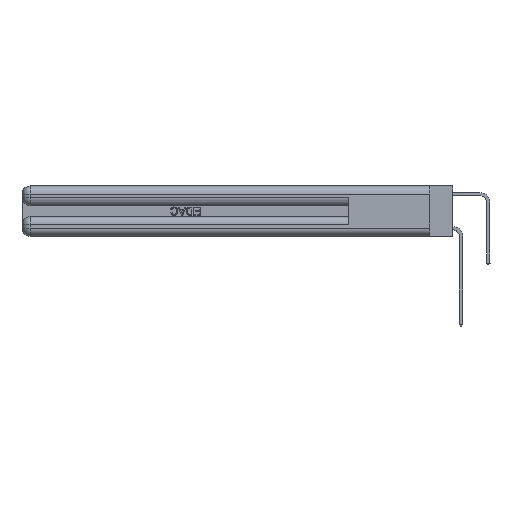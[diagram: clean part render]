
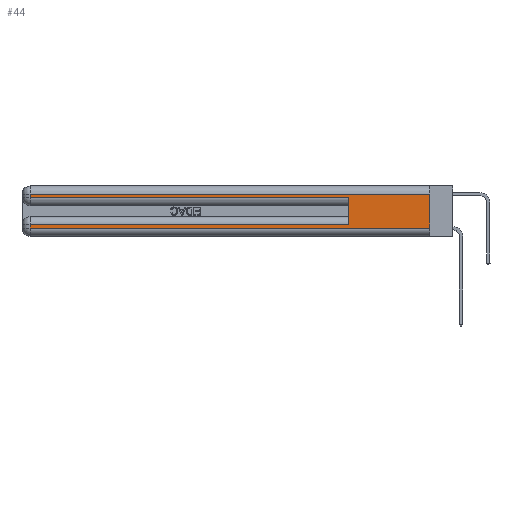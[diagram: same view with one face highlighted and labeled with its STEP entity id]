
A CAD part, left-side view. The second image highlights one B-rep face of the part: STEP entity #44.
In plain terms, the highlighted planar face has unit normal (-1, 0, 0).
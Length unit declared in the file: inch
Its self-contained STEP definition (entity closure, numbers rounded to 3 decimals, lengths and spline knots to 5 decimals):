
#44 = ADVANCED_FACE ( 'NONE', ( #17178 ), #12582, .F. ) ;
#49 = LINE ( 'NONE', #9428, #17844 ) ;
#235 = CARTESIAN_POINT ( 'NONE',  ( 0., 2.94, 0.06 ) ) ;
#364 = LINE ( 'NONE', #18979, #23938 ) ;
#383 = VERTEX_POINT ( 'NONE', #15275 ) ;
#448 = DIRECTION ( 'NONE',  ( 0., 0., -1. ) ) ;
#898 = CARTESIAN_POINT ( 'NONE',  ( 0., 2.94, 0.37 ) ) ;
#2371 = VECTOR ( 'NONE', #25821, 39.37008 ) ;
#2532 = ORIENTED_EDGE ( 'NONE', *, *, #17238, .T. ) ;
#2897 = ORIENTED_EDGE ( 'NONE', *, *, #11038, .T. ) ;
#3875 = VERTEX_POINT ( 'NONE', #10552 ) ;
#3915 = ORIENTED_EDGE ( 'NONE', *, *, #23464, .F. ) ;
#4150 = DIRECTION ( 'NONE',  ( 0., 1., 0. ) ) ;
#4393 = VECTOR ( 'NONE', #448, 39.37008 ) ;
#4720 = CARTESIAN_POINT ( 'NONE',  ( 0., 2.94, 0.285 ) ) ;
#5171 = CARTESIAN_POINT ( 'NONE',  ( 0., 0., 0.37 ) ) ;
#5522 = VECTOR ( 'NONE', #19521, 39.37008 ) ;
#5970 = ORIENTED_EDGE ( 'NONE', *, *, #30098, .T. ) ;
#6320 = LINE ( 'NONE', #898, #20314 ) ;
#7705 = DIRECTION ( 'NONE',  ( 0., 0., -1. ) ) ;
#7999 = EDGE_CURVE ( 'NONE', #13824, #15550, #6320, .T. ) ;
#8465 = CARTESIAN_POINT ( 'NONE',  ( 0., 0.6, 0.145 ) ) ;
#8765 = AXIS2_PLACEMENT_3D ( 'NONE', #5171, #14899, #7705 ) ;
#8787 = VERTEX_POINT ( 'NONE', #13587 ) ;
#9428 = CARTESIAN_POINT ( 'NONE',  ( 0., 0., 0.06 ) ) ;
#10265 = VECTOR ( 'NONE', #11688, 39.37008 ) ;
#10552 = CARTESIAN_POINT ( 'NONE',  ( 0., 0., 0.06 ) ) ;
#10847 = LINE ( 'NONE', #12430, #5522 ) ;
#11038 = EDGE_CURVE ( 'NONE', #8787, #26759, #26613, .T. ) ;
#11220 = EDGE_CURVE ( 'NONE', #28089, #383, #30388, .T. ) ;
#11688 = DIRECTION ( 'NONE',  ( 0., 1., 0. ) ) ;
#12430 = CARTESIAN_POINT ( 'NONE',  ( 0., 0., 0.285 ) ) ;
#12582 = PLANE ( 'NONE',  #8765 ) ;
#12617 = CARTESIAN_POINT ( 'NONE',  ( 0., 2.94, 0.085 ) ) ;
#13246 = ORIENTED_EDGE ( 'NONE', *, *, #29581, .T. ) ;
#13587 = CARTESIAN_POINT ( 'NONE',  ( 0., 0., 0.31 ) ) ;
#13824 = VERTEX_POINT ( 'NONE', #12617 ) ;
#14899 = DIRECTION ( 'NONE',  ( 1., 0., 0. ) ) ;
#15190 = VECTOR ( 'NONE', #15988, 39.37008 ) ;
#15275 = CARTESIAN_POINT ( 'NONE',  ( 0., 0.6, 0.285 ) ) ;
#15277 = ORIENTED_EDGE ( 'NONE', *, *, #27047, .T. ) ;
#15550 = VERTEX_POINT ( 'NONE', #235 ) ;
#15612 = LINE ( 'NONE', #18464, #2371 ) ;
#15731 = LINE ( 'NONE', #22290, #4393 ) ;
#15988 = DIRECTION ( 'NONE',  ( 0., 0., 1. ) ) ;
#17178 = FACE_OUTER_BOUND ( 'NONE', #21103, .T. ) ;
#17238 = EDGE_CURVE ( 'NONE', #28089, #13824, #364, .T. ) ;
#17844 = VECTOR ( 'NONE', #31189, 39.37008 ) ;
#18464 = CARTESIAN_POINT ( 'NONE',  ( 0., 2.94, 0.37 ) ) ;
#18979 = CARTESIAN_POINT ( 'NONE',  ( 0., 0., 0.085 ) ) ;
#19521 = DIRECTION ( 'NONE',  ( 0., -1., 0. ) ) ;
#20095 = DIRECTION ( 'NONE',  ( 0., 0., -1. ) ) ;
#20314 = VECTOR ( 'NONE', #20095, 39.37008 ) ;
#20939 = CARTESIAN_POINT ( 'NONE',  ( 0., 0.6, 0.085 ) ) ;
#21103 = EDGE_LOOP ( 'NONE', ( #3915, #2897, #5970, #15277, #29077, #2532, #24379, #13246 ) ) ;
#22290 = CARTESIAN_POINT ( 'NONE',  ( 0., 0., 0.37 ) ) ;
#23092 = VERTEX_POINT ( 'NONE', #4720 ) ;
#23464 = EDGE_CURVE ( 'NONE', #8787, #3875, #15731, .T. ) ;
#23815 = CARTESIAN_POINT ( 'NONE',  ( 0., 0., 0.31 ) ) ;
#23938 = VECTOR ( 'NONE', #4150, 39.37008 ) ;
#24379 = ORIENTED_EDGE ( 'NONE', *, *, #7999, .T. ) ;
#25821 = DIRECTION ( 'NONE',  ( 0., 0., -1. ) ) ;
#26613 = LINE ( 'NONE', #23815, #10265 ) ;
#26759 = VERTEX_POINT ( 'NONE', #31358 ) ;
#27047 = EDGE_CURVE ( 'NONE', #23092, #383, #10847, .T. ) ;
#28089 = VERTEX_POINT ( 'NONE', #20939 ) ;
#29077 = ORIENTED_EDGE ( 'NONE', *, *, #11220, .F. ) ;
#29581 = EDGE_CURVE ( 'NONE', #15550, #3875, #49, .T. ) ;
#30098 = EDGE_CURVE ( 'NONE', #26759, #23092, #15612, .T. ) ;
#30388 = LINE ( 'NONE', #8465, #15190 ) ;
#31189 = DIRECTION ( 'NONE',  ( 0., -1., 0. ) ) ;
#31358 = CARTESIAN_POINT ( 'NONE',  ( 0., 2.94, 0.31 ) ) ;
